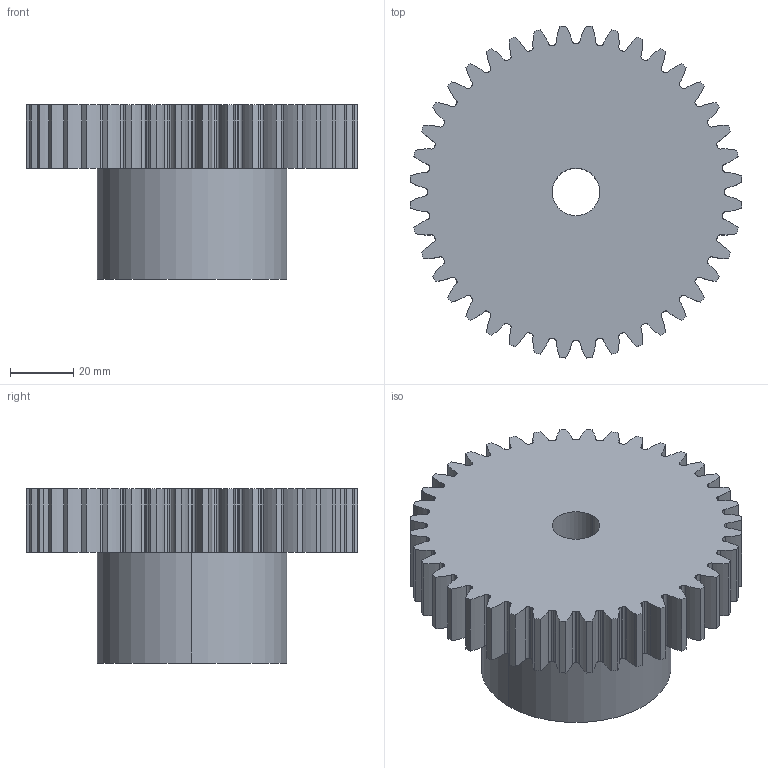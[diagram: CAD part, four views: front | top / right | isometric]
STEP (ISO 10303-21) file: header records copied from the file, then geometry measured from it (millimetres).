
FILE_DESCRIPTION (( 'STEP AP214' ), '1' );
FILE_NAME ('111-025-440.step', '2010-07-19T09:21:27', ( 'WMH Herion Antriebstechnik GmbH' ), ( 'WMH Herion Antriebstechnik GmbH' ), 'SwSTEP 2.0', 'SolidWorks 2010', '' );
FILE_SCHEMA (( 'AUTOMOTIVE_DESIGN' ));
Length unit declared in the file: millimetre
Products named in the file (1): 111-025-440
Bounding box: 104.81 x 104.81 x 55 mm (x, y, z)
Volume: 245203.9 mm3; surface area: 36776.8 mm2
Topology: 1 solids, 1 shells, 270 faces, 801 edges, 534 vertices
Faces by surface type: cylinder 267, plane 3
Entity records: 9417 total; most frequent: DIRECTION 1877, CARTESIAN_POINT 1606, ORIENTED_EDGE 1602, AXIS2_PLACEMENT_3D 805, EDGE_CURVE 801, CIRCLE 534, VERTEX_POINT 534, EDGE_LOOP 273
